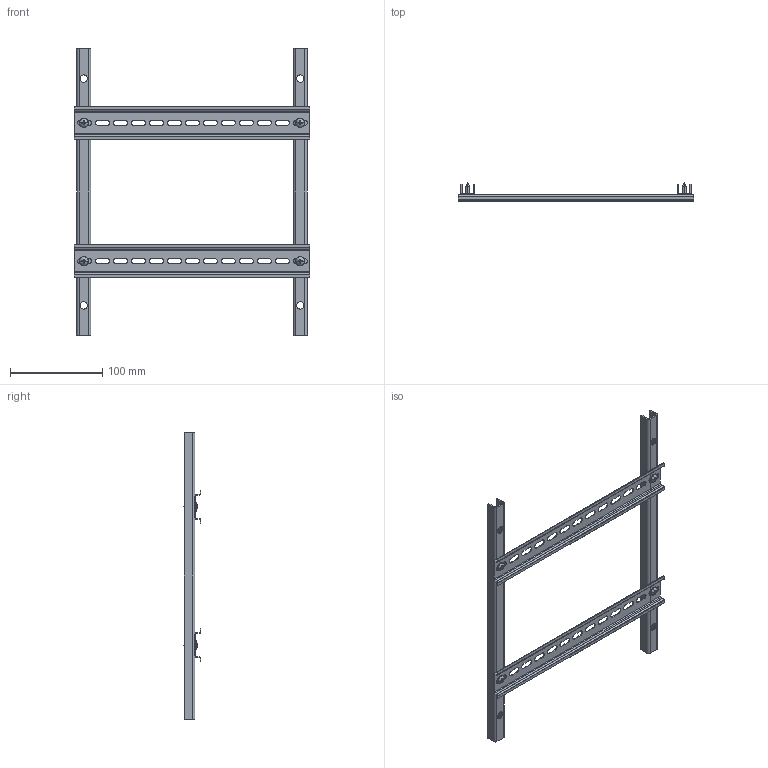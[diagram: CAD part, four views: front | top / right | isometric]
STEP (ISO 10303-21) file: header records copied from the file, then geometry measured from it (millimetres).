
FILE_DESCRIPTION (( 'STEP AP214' ), '1' );
FILE_NAME ('mb65-1r.STEP', '2022-02-06T19:41:37', ( '' ), ( '' ), 'SwSTEP 2.0', 'SolidWorks 2021', '' );
FILE_SCHEMA (( 'AUTOMOTIVE_DESIGN' ));
Length unit declared in the file: millimetre
Products named in the file (4): ÌÈ-938.07.00.001 Ðåéêà âåðòèêàëüíàÿ; mb65-1r; Din-ðåéêà 31; cross ph tapping 968_din_Screw DIN 968-ST4.2x13-C-H-N
Assembly tree (8 placements, depth 2):
  mb65-1r
    ÌÈ-938.07.00.001 Ðåéêà âåðòèêàëüíàÿ  x2
    Din-ðåéêà 31  x2
    cross ph tapping 968_din_Screw DIN 968-ST4.2x13-C-H-N  x4
Bounding box: 255 x 19.5 x 311 mm (x, y, z)
Volume: 48473 mm3; surface area: 87649.4 mm2
Topology: 8 solids, 8 shells, 374 faces, 958 edges, 600 vertices
Faces by surface type: plane 208, cylinder 150, cone 8, sphere 8
Entity records: 5077 total; most frequent: DIRECTION 885, CARTESIAN_POINT 865, ORIENTED_EDGE 814, EDGE_CURVE 407, AXIS2_PLACEMENT_3D 315, VERTEX_POINT 255, VECTOR 255, LINE 255
